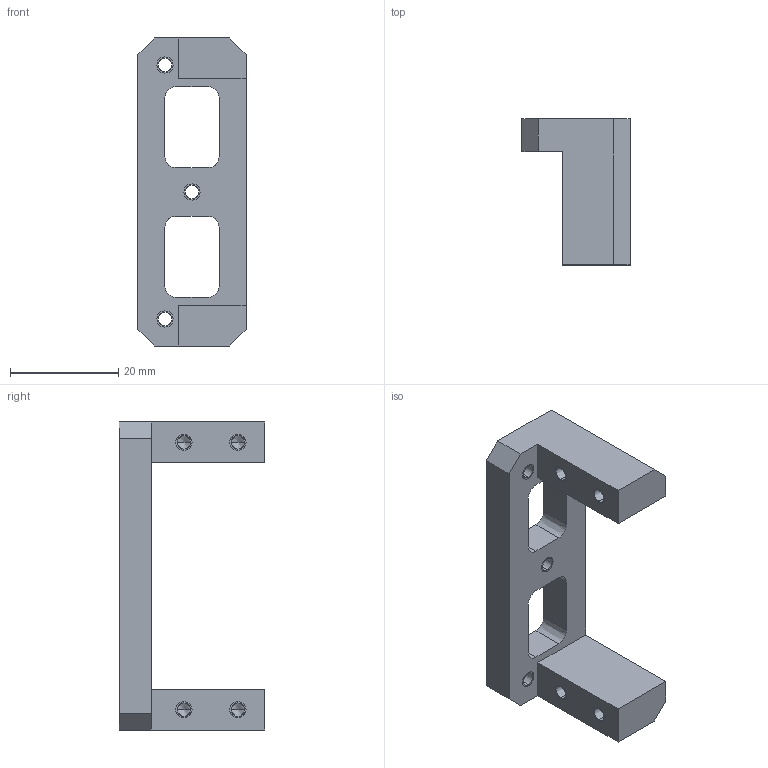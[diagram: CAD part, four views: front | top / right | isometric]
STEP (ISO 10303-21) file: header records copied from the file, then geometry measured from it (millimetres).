
FILE_DESCRIPTION((''),'2;1');
FILE_NAME('100019-A_SUPPORT-SERVO','2020-11-06T',('laurent'),(''),'PRO/ENGINEER BY PARAMETRIC TECHNOLOGY CORPORATION, 2004090','PRO/ENGINEER BY PARAMETRIC TECHNOLOGY CORPORATION, 2004090','');
FILE_SCHEMA(('CONFIG_CONTROL_DESIGN','SHAPE_APPEARANCE_LAYERS_GROUPS'));
Length unit declared in the file: millimetre
Products named in the file (1): 100019-A_SUPPORT-SERVO
Bounding box: 20 x 27 x 57 mm (x, y, z)
Volume: 8350.6 mm3; surface area: 5915.7 mm2
Topology: 1 solids, 10 shells, 86 faces, 242 edges, 158 vertices
Faces by surface type: bspline 86
Entity records: 4186 total; most frequent: CARTESIAN_POINT 1981, ORIENTED_EDGE 424, DIRECTION 340, EDGE_CURVE 230, COLOUR_RGB 194, VERTEX_POINT 158, VECTOR 122, LINE 122
